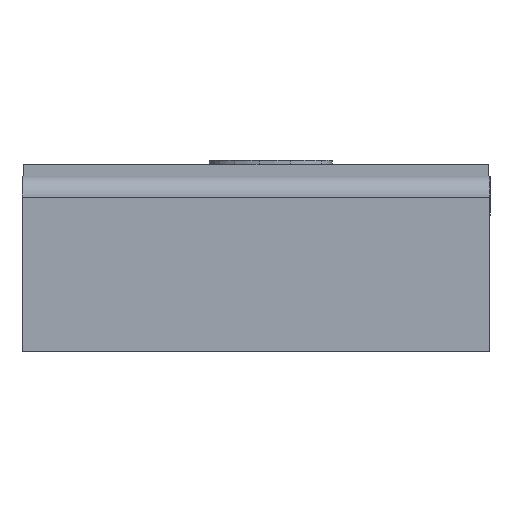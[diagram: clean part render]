
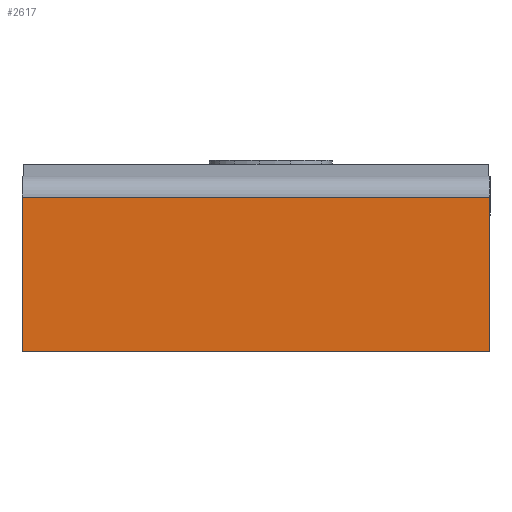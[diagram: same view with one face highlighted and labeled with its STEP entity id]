
A CAD part, left-side view. The second image highlights one B-rep face of the part: STEP entity #2617.
In plain terms, the highlighted planar face has unit normal (-1, 0, 0).
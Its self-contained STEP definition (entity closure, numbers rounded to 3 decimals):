
#346=PLANE('',#2789);
#396=FACE_OUTER_BOUND('',#549,.T.);
#549=EDGE_LOOP('',(#1831,#1832,#1833,#1834));
#703=LINE('',#3156,#904);
#711=LINE('',#3172,#912);
#723=LINE('',#3197,#924);
#726=LINE('',#3201,#927);
#904=VECTOR('',#2843,10.);
#912=VECTOR('',#2853,10.);
#924=VECTOR('',#2877,10.);
#927=VECTOR('',#2882,10.);
#1108=VERTEX_POINT('',#3149);
#1111=VERTEX_POINT('',#3154);
#1118=VERTEX_POINT('',#3170);
#1125=VERTEX_POINT('',#3196);
#1383=EDGE_CURVE('',#1111,#1108,#703,.T.);
#1391=EDGE_CURVE('',#1118,#1111,#711,.T.);
#1403=EDGE_CURVE('',#1125,#1108,#723,.T.);
#1406=EDGE_CURVE('',#1118,#1125,#726,.T.);
#1831=ORIENTED_EDGE('',*,*,#1383,.F.);
#1832=ORIENTED_EDGE('',*,*,#1391,.F.);
#1833=ORIENTED_EDGE('',*,*,#1406,.T.);
#1834=ORIENTED_EDGE('',*,*,#1403,.T.);
#2617=ADVANCED_FACE('',(#396),#346,.T.);
#2789=AXIS2_PLACEMENT_3D('',#3200,#2880,#2881);
#2843=DIRECTION('',(0.,-1.,0.));
#2853=DIRECTION('',(0.,0.,1.));
#2877=DIRECTION('',(0.,0.,1.));
#2880=DIRECTION('center_axis',(-1.,0.,0.));
#2881=DIRECTION('ref_axis',(0.,-1.,0.));
#2882=DIRECTION('',(0.,-1.,0.));
#3149=CARTESIAN_POINT('',(-1.,-0.6,0.395));
#3154=CARTESIAN_POINT('',(-1.,0.6,0.395));
#3156=CARTESIAN_POINT('',(-1.,0.3,0.395));
#3170=CARTESIAN_POINT('',(-1.,0.6,0.));
#3172=CARTESIAN_POINT('',(-1.,0.6,0.));
#3196=CARTESIAN_POINT('',(-1.,-0.6,0.));
#3197=CARTESIAN_POINT('',(-1.,-0.6,0.));
#3200=CARTESIAN_POINT('Origin',(-1.,0.6,0.));
#3201=CARTESIAN_POINT('',(-1.,0.6,0.));
